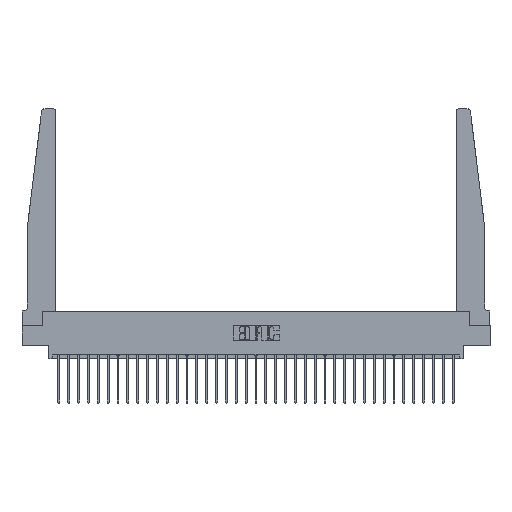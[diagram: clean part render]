
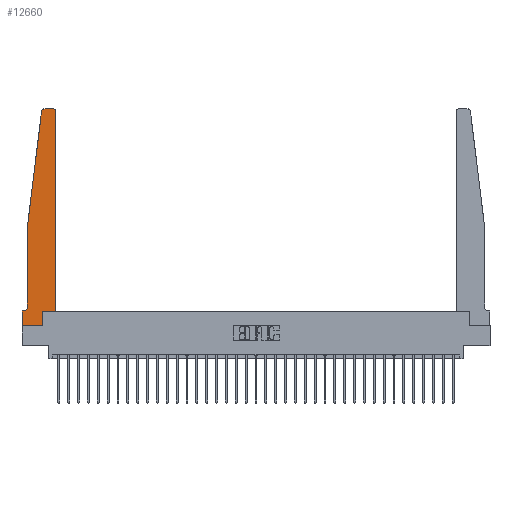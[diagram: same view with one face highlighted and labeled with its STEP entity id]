
A CAD part, top view. The second image highlights one B-rep face of the part: STEP entity #12660.
In plain terms, the highlighted planar face has unit normal (0, 0, 1).
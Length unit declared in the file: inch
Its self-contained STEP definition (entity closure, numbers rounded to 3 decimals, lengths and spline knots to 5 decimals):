
#49 = VECTOR ( 'NONE', #7826, 39.37008 ) ;
#326 = LINE ( 'NONE', #30204, #49 ) ;
#435 = VECTOR ( 'NONE', #8657, 39.37008 ) ;
#482 = AXIS2_PLACEMENT_3D ( 'NONE', #8517, #18323, #31390 ) ;
#2122 = DIRECTION ( 'NONE',  ( 0., 1., 0. ) ) ;
#2166 = CARTESIAN_POINT ( 'NONE',  ( 0.065, 1.25, 0.37 ) ) ;
#2612 = EDGE_CURVE ( 'NONE', #8077, #29029, #12449, .T. ) ;
#2862 = VERTEX_POINT ( 'NONE', #11261 ) ;
#3072 = AXIS2_PLACEMENT_3D ( 'NONE', #29106, #26659, #7686 ) ;
#3240 = FACE_OUTER_BOUND ( 'NONE', #24903, .T. ) ;
#3566 = ORIENTED_EDGE ( 'NONE', *, *, #6832, .T. ) ;
#3569 = VERTEX_POINT ( 'NONE', #17416 ) ;
#5200 = ORIENTED_EDGE ( 'NONE', *, *, #17804, .T. ) ;
#5669 = CARTESIAN_POINT ( 'NONE',  ( 0.425, 2.72, 0.37 ) ) ;
#6051 = LINE ( 'NONE', #8342, #435 ) ;
#6832 = EDGE_CURVE ( 'NONE', #24561, #10009, #22935, .T. ) ;
#7300 = VECTOR ( 'NONE', #29221, 39.37008 ) ;
#7686 = DIRECTION ( 'NONE',  ( -1., 0., 0. ) ) ;
#7826 = DIRECTION ( 'NONE',  ( -1., 0., 0. ) ) ;
#8077 = VERTEX_POINT ( 'NONE', #21387 ) ;
#8342 = CARTESIAN_POINT ( 'NONE',  ( 0., 0., 0.37 ) ) ;
#8517 = CARTESIAN_POINT ( 'NONE',  ( 0.395, 2.72, 0.37 ) ) ;
#8657 = DIRECTION ( 'NONE',  ( 0., -1., 0. ) ) ;
#8663 = CARTESIAN_POINT ( 'NONE',  ( 0., 0., 0.37 ) ) ;
#8706 = LINE ( 'NONE', #21787, #10541 ) ;
#9490 = VERTEX_POINT ( 'NONE', #32146 ) ;
#9691 = ORIENTED_EDGE ( 'NONE', *, *, #23623, .T. ) ;
#10009 = VERTEX_POINT ( 'NONE', #13141 ) ;
#10162 = EDGE_CURVE ( 'NONE', #9490, #24561, #8706, .T. ) ;
#10541 = VECTOR ( 'NONE', #26353, 39.37008 ) ;
#11261 = CARTESIAN_POINT ( 'NONE',  ( 0.2605, 0.18, 0.37 ) ) ;
#12050 = ORIENTED_EDGE ( 'NONE', *, *, #31314, .T. ) ;
#12061 = CARTESIAN_POINT ( 'NONE',  ( 0.425, 0.18, 0.37 ) ) ;
#12449 = CIRCLE ( 'NONE', #3072, 0.05 ) ;
#12456 = LINE ( 'NONE', #19068, #13077 ) ;
#12660 = ADVANCED_FACE ( 'NONE', ( #3240 ), #13361, .T. ) ;
#13034 = DIRECTION ( 'NONE',  ( 1., 0., 0. ) ) ;
#13077 = VECTOR ( 'NONE', #21537, 39.37008 ) ;
#13141 = CARTESIAN_POINT ( 'NONE',  ( 0.24675, 2.72367, 0.37 ) ) ;
#13351 = CARTESIAN_POINT ( 'NONE',  ( 0., 0.1875, 0.37 ) ) ;
#13361 = PLANE ( 'NONE',  #21123 ) ;
#13805 = ORIENTED_EDGE ( 'NONE', *, *, #23621, .T. ) ;
#14549 = CIRCLE ( 'NONE', #482, 0.03 ) ;
#14768 = CARTESIAN_POINT ( 'NONE',  ( 0.015, 0.1875, 0.37 ) ) ;
#15083 = CARTESIAN_POINT ( 'NONE',  ( 0.065, 1.25, 0.37 ) ) ;
#16656 = CARTESIAN_POINT ( 'NONE',  ( 0.065, 1.25, 0.37 ) ) ;
#16747 = EDGE_CURVE ( 'NONE', #31592, #2862, #17618, .T. ) ;
#16767 = EDGE_CURVE ( 'NONE', #3569, #20099, #31843, .T. ) ;
#17030 = ORIENTED_EDGE ( 'NONE', *, *, #28510, .T. ) ;
#17382 = DIRECTION ( 'NONE',  ( 0., 0., 1. ) ) ;
#17416 = CARTESIAN_POINT ( 'NONE',  ( 0.425, 0.18, 0.37 ) ) ;
#17561 = ORIENTED_EDGE ( 'NONE', *, *, #20098, .T. ) ;
#17618 = LINE ( 'NONE', #25134, #27487 ) ;
#17739 = LINE ( 'NONE', #16656, #7300 ) ;
#17804 = EDGE_CURVE ( 'NONE', #21305, #19117, #6051, .T. ) ;
#18197 = ORIENTED_EDGE ( 'NONE', *, *, #16767, .T. ) ;
#18323 = DIRECTION ( 'NONE',  ( 0., 0., 1. ) ) ;
#19068 = CARTESIAN_POINT ( 'NONE',  ( 0.425, 0.18, 0.37 ) ) ;
#19117 = VERTEX_POINT ( 'NONE', #8663 ) ;
#19272 = EDGE_CURVE ( 'NONE', #20099, #9490, #14549, .T. ) ;
#19921 = CARTESIAN_POINT ( 'NONE',  ( 0.27653, 2.75, 0.37 ) ) ;
#20098 = EDGE_CURVE ( 'NONE', #19117, #31592, #31311, .T. ) ;
#20099 = VERTEX_POINT ( 'NONE', #5669 ) ;
#20408 = CARTESIAN_POINT ( 'NONE',  ( 0., 0.1875, 0.37 ) ) ;
#21123 = AXIS2_PLACEMENT_3D ( 'NONE', #20408, #30671, #13034 ) ;
#21305 = VERTEX_POINT ( 'NONE', #13351 ) ;
#21332 = DIRECTION ( 'NONE',  ( 0., 1., 0. ) ) ;
#21387 = CARTESIAN_POINT ( 'NONE',  ( 0.065, 0.2375, 0.37 ) ) ;
#21537 = DIRECTION ( 'NONE',  ( 1., 0., 0. ) ) ;
#21787 = CARTESIAN_POINT ( 'NONE',  ( 0.25, 2.75, 0.37 ) ) ;
#22479 = VECTOR ( 'NONE', #29027, 39.37008 ) ;
#22935 = CIRCLE ( 'NONE', #27095, 0.03 ) ;
#23472 = DIRECTION ( 'NONE',  ( 1., 0., 0. ) ) ;
#23598 = ORIENTED_EDGE ( 'NONE', *, *, #16747, .T. ) ;
#23621 = EDGE_CURVE ( 'NONE', #2862, #3569, #12456, .T. ) ;
#23623 = EDGE_CURVE ( 'NONE', #23977, #8077, #23970, .T. ) ;
#23970 = LINE ( 'NONE', #15083, #22479 ) ;
#23977 = VERTEX_POINT ( 'NONE', #2166 ) ;
#24414 = VECTOR ( 'NONE', #23472, 39.37008 ) ;
#24561 = VERTEX_POINT ( 'NONE', #19921 ) ;
#24903 = EDGE_LOOP ( 'NONE', ( #30517, #3566, #17030, #9691, #30616, #12050, #5200, #17561, #23598, #13805, #18197, #32117 ) ) ;
#25134 = CARTESIAN_POINT ( 'NONE',  ( 0.2605, 0.18, 0.37 ) ) ;
#25382 = CARTESIAN_POINT ( 'NONE',  ( 0.27653, 2.72, 0.37 ) ) ;
#26353 = DIRECTION ( 'NONE',  ( -1., 0., 0. ) ) ;
#26659 = DIRECTION ( 'NONE',  ( 0., 0., -1. ) ) ;
#26954 = VECTOR ( 'NONE', #21332, 39.37008 ) ;
#27095 = AXIS2_PLACEMENT_3D ( 'NONE', #25382, #17382, #27335 ) ;
#27335 = DIRECTION ( 'NONE',  ( 1., 0., 0. ) ) ;
#27487 = VECTOR ( 'NONE', #2122, 39.37008 ) ;
#28038 = CARTESIAN_POINT ( 'NONE',  ( 0., 0., 0.37 ) ) ;
#28510 = EDGE_CURVE ( 'NONE', #10009, #23977, #17739, .T. ) ;
#29027 = DIRECTION ( 'NONE',  ( 0., -1., 0. ) ) ;
#29029 = VERTEX_POINT ( 'NONE', #14768 ) ;
#29106 = CARTESIAN_POINT ( 'NONE',  ( 0.015, 0.2375, 0.37 ) ) ;
#29221 = DIRECTION ( 'NONE',  ( -0.122, -0.992, 0. ) ) ;
#30204 = CARTESIAN_POINT ( 'NONE',  ( 0.065, 0.1875, 0.37 ) ) ;
#30517 = ORIENTED_EDGE ( 'NONE', *, *, #10162, .T. ) ;
#30616 = ORIENTED_EDGE ( 'NONE', *, *, #2612, .T. ) ;
#30671 = DIRECTION ( 'NONE',  ( 0., 0., 1. ) ) ;
#30789 = CARTESIAN_POINT ( 'NONE',  ( 0.2605, 0., 0.37 ) ) ;
#31311 = LINE ( 'NONE', #28038, #24414 ) ;
#31314 = EDGE_CURVE ( 'NONE', #29029, #21305, #326, .T. ) ;
#31390 = DIRECTION ( 'NONE',  ( 1., 0., 0. ) ) ;
#31592 = VERTEX_POINT ( 'NONE', #30789 ) ;
#31843 = LINE ( 'NONE', #12061, #26954 ) ;
#32117 = ORIENTED_EDGE ( 'NONE', *, *, #19272, .T. ) ;
#32146 = CARTESIAN_POINT ( 'NONE',  ( 0.395, 2.75, 0.37 ) ) ;
